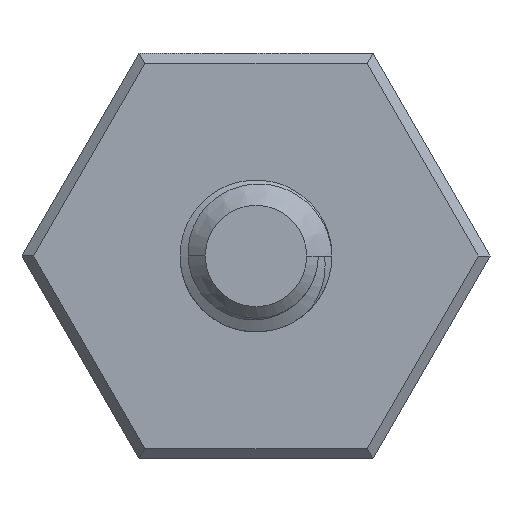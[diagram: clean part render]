
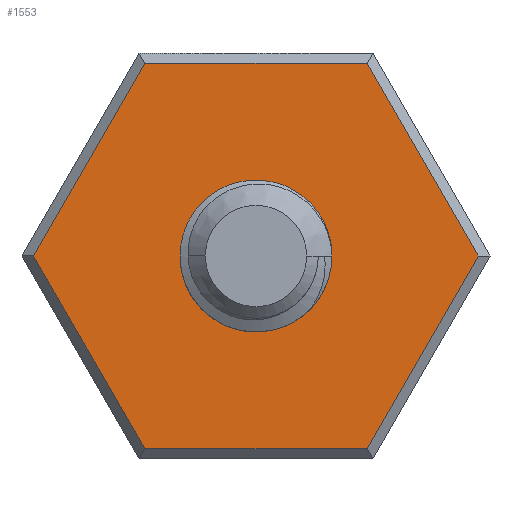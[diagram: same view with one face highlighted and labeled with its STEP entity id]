
A CAD part, front view. The second image highlights one B-rep face of the part: STEP entity #1553.
In plain terms, the highlighted planar face has unit normal (0, -1, 0).
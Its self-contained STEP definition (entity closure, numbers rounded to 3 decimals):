
#32 = CARTESIAN_POINT ( 'NONE',  ( 0., 0., 0. ) ) ;
#106 = CARTESIAN_POINT ( 'NONE',  ( 0., 0., 0. ) ) ;
#125 = DIRECTION ( 'NONE',  ( 1., 0., 0. ) ) ;
#151 = LINE ( 'NONE', #4268, #2614 ) ;
#253 = ORIENTED_EDGE ( 'NONE', *, *, #3093, .T. ) ;
#258 = VERTEX_POINT ( 'NONE', #2392 ) ;
#340 = EDGE_LOOP ( 'NONE', ( #3577, #2895 ) ) ;
#392 = CIRCLE ( 'NONE', #1728, 1.3 ) ;
#488 = VERTEX_POINT ( 'NONE', #1420 ) ;
#501 = EDGE_CURVE ( 'NONE', #1528, #258, #2456, .T. ) ;
#626 = CARTESIAN_POINT ( 'NONE',  ( 0., 0., 0. ) ) ;
#651 = VECTOR ( 'NONE', #673, 1000. ) ;
#662 = VECTOR ( 'NONE', #2545, 1000. ) ;
#668 = PLANE ( 'NONE',  #3530 ) ;
#673 = DIRECTION ( 'NONE',  ( -0.5, 0., 0.866 ) ) ;
#739 = CARTESIAN_POINT ( 'NONE',  ( -4.388, 0., 0. ) ) ;
#870 = ORIENTED_EDGE ( 'NONE', *, *, #2574, .T. ) ;
#906 = VERTEX_POINT ( 'NONE', #3914 ) ;
#1097 = EDGE_CURVE ( 'NONE', #2424, #906, #392, .T. ) ;
#1177 = ORIENTED_EDGE ( 'NONE', *, *, #501, .T. ) ;
#1313 = CARTESIAN_POINT ( 'NONE',  ( -1.3, 0., 0. ) ) ;
#1420 = CARTESIAN_POINT ( 'NONE',  ( -2.194, 0., 3.8 ) ) ;
#1425 = CARTESIAN_POINT ( 'NONE',  ( 2.194, 0., 3.8 ) ) ;
#1481 = DIRECTION ( 'NONE',  ( 0., 0., 1. ) ) ;
#1528 = VERTEX_POINT ( 'NONE', #4109 ) ;
#1553 = ADVANCED_FACE ( 'NONE', ( #2023, #2943 ), #668, .F. ) ;
#1554 = VERTEX_POINT ( 'NONE', #739 ) ;
#1728 = AXIS2_PLACEMENT_3D ( 'NONE', #32, #4240, #2732 ) ;
#1762 = DIRECTION ( 'NONE',  ( -1., 0., 0. ) ) ;
#1785 = EDGE_CURVE ( 'NONE', #906, #2424, #4709, .T. ) ;
#1857 = LINE ( 'NONE', #3755, #651 ) ;
#2005 = DIRECTION ( 'NONE',  ( 0.5, 0., -0.866 ) ) ;
#2023 = FACE_OUTER_BOUND ( 'NONE', #4670, .T. ) ;
#2090 = VERTEX_POINT ( 'NONE', #1425 ) ;
#2113 = EDGE_CURVE ( 'NONE', #4170, #2090, #1857, .T. ) ;
#2118 = ORIENTED_EDGE ( 'NONE', *, *, #3163, .T. ) ;
#2252 = DIRECTION ( 'NONE',  ( 0., 1., 0. ) ) ;
#2260 = ORIENTED_EDGE ( 'NONE', *, *, #2752, .T. ) ;
#2392 = CARTESIAN_POINT ( 'NONE',  ( 2.194, 0., -3.8 ) ) ;
#2424 = VERTEX_POINT ( 'NONE', #1313 ) ;
#2456 = LINE ( 'NONE', #3717, #662 ) ;
#2545 = DIRECTION ( 'NONE',  ( 1., 0., 0. ) ) ;
#2574 = EDGE_CURVE ( 'NONE', #2090, #488, #2629, .T. ) ;
#2614 = VECTOR ( 'NONE', #2005, 1000. ) ;
#2629 = LINE ( 'NONE', #4480, #3541 ) ;
#2732 = DIRECTION ( 'NONE',  ( 1., 0., 0. ) ) ;
#2752 = EDGE_CURVE ( 'NONE', #488, #1554, #4647, .T. ) ;
#2788 = DIRECTION ( 'NONE',  ( 0., -1., 0. ) ) ;
#2895 = ORIENTED_EDGE ( 'NONE', *, *, #1097, .F. ) ;
#2943 = FACE_BOUND ( 'NONE', #340, .T. ) ;
#3093 = EDGE_CURVE ( 'NONE', #1554, #1528, #151, .T. ) ;
#3120 = DIRECTION ( 'NONE',  ( 0.5, 0., 0.866 ) ) ;
#3135 = CARTESIAN_POINT ( 'NONE',  ( 3.291, 0., -1.9 ) ) ;
#3163 = EDGE_CURVE ( 'NONE', #258, #4170, #4489, .T. ) ;
#3322 = AXIS2_PLACEMENT_3D ( 'NONE', #106, #2788, #125 ) ;
#3530 = AXIS2_PLACEMENT_3D ( 'NONE', #626, #2252, #1481 ) ;
#3541 = VECTOR ( 'NONE', #1762, 1000. ) ;
#3564 = VECTOR ( 'NONE', #4176, 1000. ) ;
#3577 = ORIENTED_EDGE ( 'NONE', *, *, #1785, .F. ) ;
#3717 = CARTESIAN_POINT ( 'NONE',  ( 0., 0., -3.8 ) ) ;
#3755 = CARTESIAN_POINT ( 'NONE',  ( 3.291, 0., 1.9 ) ) ;
#3776 = CARTESIAN_POINT ( 'NONE',  ( -3.291, 0., 1.9 ) ) ;
#3914 = CARTESIAN_POINT ( 'NONE',  ( 1.3, 0., 0. ) ) ;
#4079 = VECTOR ( 'NONE', #3120, 1000. ) ;
#4109 = CARTESIAN_POINT ( 'NONE',  ( -2.194, 0., -3.8 ) ) ;
#4119 = ORIENTED_EDGE ( 'NONE', *, *, #2113, .T. ) ;
#4170 = VERTEX_POINT ( 'NONE', #4339 ) ;
#4176 = DIRECTION ( 'NONE',  ( -0.5, 0., -0.866 ) ) ;
#4240 = DIRECTION ( 'NONE',  ( 0., -1., 0. ) ) ;
#4268 = CARTESIAN_POINT ( 'NONE',  ( -3.291, 0., -1.9 ) ) ;
#4339 = CARTESIAN_POINT ( 'NONE',  ( 4.388, 0., 0. ) ) ;
#4480 = CARTESIAN_POINT ( 'NONE',  ( 0., 0., 3.8 ) ) ;
#4489 = LINE ( 'NONE', #3135, #4079 ) ;
#4647 = LINE ( 'NONE', #3776, #3564 ) ;
#4670 = EDGE_LOOP ( 'NONE', ( #870, #2260, #253, #1177, #2118, #4119 ) ) ;
#4709 = CIRCLE ( 'NONE', #3322, 1.3 ) ;
